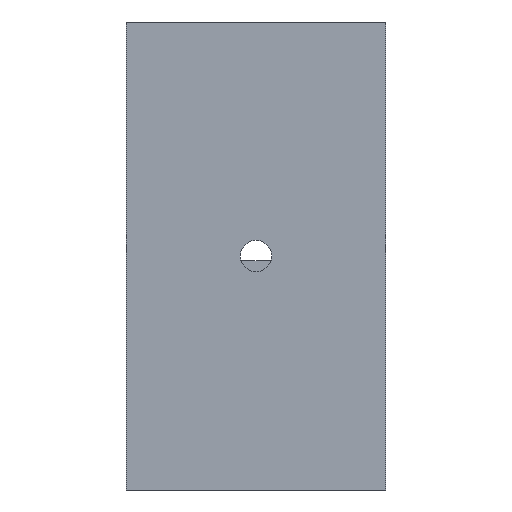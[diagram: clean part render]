
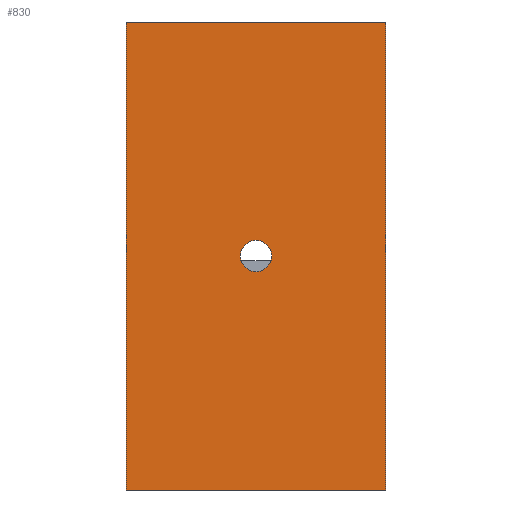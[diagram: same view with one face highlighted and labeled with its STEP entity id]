
A CAD part, front view. The second image highlights one B-rep face of the part: STEP entity #830.
In plain terms, the highlighted planar face has unit normal (0, -1, 0).
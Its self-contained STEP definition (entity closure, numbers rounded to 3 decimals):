
#22 = VERTEX_POINT('',#23);
#23 = CARTESIAN_POINT('',(0.,0.,0.));
#32 = PLANE('',#33);
#33 = AXIS2_PLACEMENT_3D('',#34,#35,#36);
#34 = CARTESIAN_POINT('',(0.,0.,0.));
#35 = DIRECTION('',(-1.,0.,0.));
#36 = DIRECTION('',(0.,1.,0.));
#44 = PLANE('',#45);
#45 = AXIS2_PLACEMENT_3D('',#46,#47,#48);
#46 = CARTESIAN_POINT('',(16.65,77.596,0.));
#47 = DIRECTION('',(0.,0.,1.));
#48 = DIRECTION('',(1.,0.,0.));
#56 = EDGE_CURVE('',#22,#57,#59,.T.);
#57 = VERTEX_POINT('',#58);
#58 = CARTESIAN_POINT('',(0.,0.,60.));
#59 = SURFACE_CURVE('',#60,(#64,#71),.PCURVE_S1.);
#60 = LINE('',#61,#62);
#61 = CARTESIAN_POINT('',(0.,0.,0.));
#62 = VECTOR('',#63,1.);
#63 = DIRECTION('',(0.,0.,1.));
#64 = PCURVE('',#32,#65);
#65 = DEFINITIONAL_REPRESENTATION('',(#66),#70);
#66 = LINE('',#67,#68);
#67 = CARTESIAN_POINT('',(0.,0.));
#68 = VECTOR('',#69,1.);
#69 = DIRECTION('',(0.,-1.));
#70 = ( GEOMETRIC_REPRESENTATION_CONTEXT(2) 
PARAMETRIC_REPRESENTATION_CONTEXT() REPRESENTATION_CONTEXT('2D SPACE',''
  ) );
#71 = PCURVE('',#72,#77);
#72 = PLANE('',#73);
#73 = AXIS2_PLACEMENT_3D('',#74,#75,#76);
#74 = CARTESIAN_POINT('',(33.3,0.,0.));
#75 = DIRECTION('',(0.,-1.,0.));
#76 = DIRECTION('',(-1.,0.,0.));
#77 = DEFINITIONAL_REPRESENTATION('',(#78),#82);
#78 = LINE('',#79,#80);
#79 = CARTESIAN_POINT('',(33.3,0.));
#80 = VECTOR('',#81,1.);
#81 = DIRECTION('',(0.,-1.));
#82 = ( GEOMETRIC_REPRESENTATION_CONTEXT(2) 
PARAMETRIC_REPRESENTATION_CONTEXT() REPRESENTATION_CONTEXT('2D SPACE',''
  ) );
#100 = PLANE('',#101);
#101 = AXIS2_PLACEMENT_3D('',#102,#103,#104);
#102 = CARTESIAN_POINT('',(33.3,0.,60.));
#103 = DIRECTION('',(0.,-0.272,-0.962));
#104 = DIRECTION('',(0.,0.962,-0.272));
#142 = EDGE_CURVE('',#143,#22,#145,.T.);
#143 = VERTEX_POINT('',#144);
#144 = CARTESIAN_POINT('',(33.3,0.,0.));
#145 = SURFACE_CURVE('',#146,(#150,#157),.PCURVE_S1.);
#146 = LINE('',#147,#148);
#147 = CARTESIAN_POINT('',(33.3,0.,0.));
#148 = VECTOR('',#149,1.);
#149 = DIRECTION('',(-1.,0.,0.));
#150 = PCURVE('',#44,#151);
#151 = DEFINITIONAL_REPRESENTATION('',(#152),#156);
#152 = LINE('',#153,#154);
#153 = CARTESIAN_POINT('',(16.65,-77.596));
#154 = VECTOR('',#155,1.);
#155 = DIRECTION('',(-1.,0.));
#156 = ( GEOMETRIC_REPRESENTATION_CONTEXT(2) 
PARAMETRIC_REPRESENTATION_CONTEXT() REPRESENTATION_CONTEXT('2D SPACE',''
  ) );
#157 = PCURVE('',#72,#158);
#158 = DEFINITIONAL_REPRESENTATION('',(#159),#163);
#159 = LINE('',#160,#161);
#160 = CARTESIAN_POINT('',(0.,-0.));
#161 = VECTOR('',#162,1.);
#162 = DIRECTION('',(1.,0.));
#163 = ( GEOMETRIC_REPRESENTATION_CONTEXT(2) 
PARAMETRIC_REPRESENTATION_CONTEXT() REPRESENTATION_CONTEXT('2D SPACE',''
  ) );
#181 = PLANE('',#182);
#182 = AXIS2_PLACEMENT_3D('',#183,#184,#185);
#183 = CARTESIAN_POINT('',(33.3,125.,0.));
#184 = DIRECTION('',(1.,0.,0.));
#185 = DIRECTION('',(0.,-1.,0.));
#638 = VERTEX_POINT('',#639);
#639 = CARTESIAN_POINT('',(33.3,0.,60.));
#660 = EDGE_CURVE('',#638,#57,#661,.T.);
#661 = SURFACE_CURVE('',#662,(#666,#673),.PCURVE_S1.);
#662 = LINE('',#663,#664);
#663 = CARTESIAN_POINT('',(33.3,0.,60.));
#664 = VECTOR('',#665,1.);
#665 = DIRECTION('',(-1.,0.,0.));
#666 = PCURVE('',#100,#667);
#667 = DEFINITIONAL_REPRESENTATION('',(#668),#672);
#668 = LINE('',#669,#670);
#669 = CARTESIAN_POINT('',(0.,0.));
#670 = VECTOR('',#671,1.);
#671 = DIRECTION('',(0.,-1.));
#672 = ( GEOMETRIC_REPRESENTATION_CONTEXT(2) 
PARAMETRIC_REPRESENTATION_CONTEXT() REPRESENTATION_CONTEXT('2D SPACE',''
  ) );
#673 = PCURVE('',#72,#674);
#674 = DEFINITIONAL_REPRESENTATION('',(#675),#679);
#675 = LINE('',#676,#677);
#676 = CARTESIAN_POINT('',(0.,-60.));
#677 = VECTOR('',#678,1.);
#678 = DIRECTION('',(1.,0.));
#679 = ( GEOMETRIC_REPRESENTATION_CONTEXT(2) 
PARAMETRIC_REPRESENTATION_CONTEXT() REPRESENTATION_CONTEXT('2D SPACE',''
  ) );
#830 = ADVANCED_FACE('',(#831,#857),#72,.T.);
#831 = FACE_BOUND('',#832,.T.);
#832 = EDGE_LOOP('',(#833,#854,#855,#856));
#833 = ORIENTED_EDGE('',*,*,#834,.T.);
#834 = EDGE_CURVE('',#143,#638,#835,.T.);
#835 = SURFACE_CURVE('',#836,(#840,#847),.PCURVE_S1.);
#836 = LINE('',#837,#838);
#837 = CARTESIAN_POINT('',(33.3,0.,0.));
#838 = VECTOR('',#839,1.);
#839 = DIRECTION('',(0.,0.,1.));
#840 = PCURVE('',#72,#841);
#841 = DEFINITIONAL_REPRESENTATION('',(#842),#846);
#842 = LINE('',#843,#844);
#843 = CARTESIAN_POINT('',(0.,-0.));
#844 = VECTOR('',#845,1.);
#845 = DIRECTION('',(0.,-1.));
#846 = ( GEOMETRIC_REPRESENTATION_CONTEXT(2) 
PARAMETRIC_REPRESENTATION_CONTEXT() REPRESENTATION_CONTEXT('2D SPACE',''
  ) );
#847 = PCURVE('',#181,#848);
#848 = DEFINITIONAL_REPRESENTATION('',(#849),#853);
#849 = LINE('',#850,#851);
#850 = CARTESIAN_POINT('',(125.,0.));
#851 = VECTOR('',#852,1.);
#852 = DIRECTION('',(0.,-1.));
#853 = ( GEOMETRIC_REPRESENTATION_CONTEXT(2) 
PARAMETRIC_REPRESENTATION_CONTEXT() REPRESENTATION_CONTEXT('2D SPACE',''
  ) );
#854 = ORIENTED_EDGE('',*,*,#660,.T.);
#855 = ORIENTED_EDGE('',*,*,#56,.F.);
#856 = ORIENTED_EDGE('',*,*,#142,.F.);
#857 = FACE_BOUND('',#858,.T.);
#858 = EDGE_LOOP('',(#859));
#859 = ORIENTED_EDGE('',*,*,#860,.F.);
#860 = EDGE_CURVE('',#861,#861,#863,.T.);
#861 = VERTEX_POINT('',#862);
#862 = CARTESIAN_POINT('',(18.65,0.,30.));
#863 = SURFACE_CURVE('',#864,(#869,#876),.PCURVE_S1.);
#864 = CIRCLE('',#865,2.);
#865 = AXIS2_PLACEMENT_3D('',#866,#867,#868);
#866 = CARTESIAN_POINT('',(16.65,0.,30.));
#867 = DIRECTION('',(0.,-1.,0.));
#868 = DIRECTION('',(1.,0.,0.));
#869 = PCURVE('',#72,#870);
#870 = DEFINITIONAL_REPRESENTATION('',(#871),#875);
#871 = CIRCLE('',#872,2.);
#872 = AXIS2_PLACEMENT_2D('',#873,#874);
#873 = CARTESIAN_POINT('',(16.65,-30.));
#874 = DIRECTION('',(-1.,-0.));
#875 = ( GEOMETRIC_REPRESENTATION_CONTEXT(2) 
PARAMETRIC_REPRESENTATION_CONTEXT() REPRESENTATION_CONTEXT('2D SPACE',''
  ) );
#876 = PCURVE('',#877,#882);
#877 = CYLINDRICAL_SURFACE('',#878,2.);
#878 = AXIS2_PLACEMENT_3D('',#879,#880,#881);
#879 = CARTESIAN_POINT('',(16.65,0.,30.));
#880 = DIRECTION('',(0.,-1.,0.));
#881 = DIRECTION('',(1.,0.,0.));
#882 = DEFINITIONAL_REPRESENTATION('',(#883),#887);
#883 = LINE('',#884,#885);
#884 = CARTESIAN_POINT('',(0.,0.));
#885 = VECTOR('',#886,1.);
#886 = DIRECTION('',(1.,0.));
#887 = ( GEOMETRIC_REPRESENTATION_CONTEXT(2) 
PARAMETRIC_REPRESENTATION_CONTEXT() REPRESENTATION_CONTEXT('2D SPACE',''
  ) );
